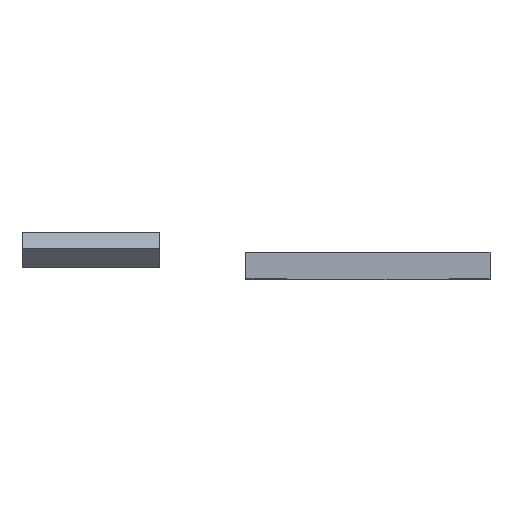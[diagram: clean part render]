
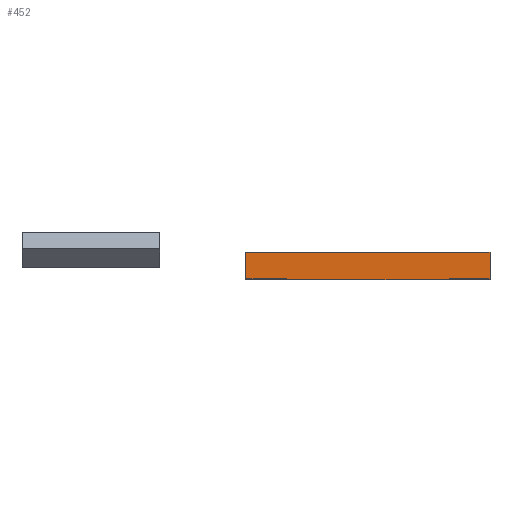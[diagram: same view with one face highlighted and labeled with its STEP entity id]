
A CAD part, front view. The second image highlights one B-rep face of the part: STEP entity #452.
In plain terms, the highlighted planar face has unit normal (0, -1, 0).
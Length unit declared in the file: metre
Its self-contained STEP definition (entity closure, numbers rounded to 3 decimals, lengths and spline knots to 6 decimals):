
#123=ORIENTED_EDGE('',*,*,#182,.T.);
#124=ORIENTED_EDGE('',*,*,#194,.T.);
#125=ORIENTED_EDGE('',*,*,#176,.F.);
#126=ORIENTED_EDGE('',*,*,#185,.T.);
#127=ORIENTED_EDGE('',*,*,#195,.T.);
#128=ORIENTED_EDGE('',*,*,#164,.F.);
#129=ORIENTED_EDGE('',*,*,#196,.T.);
#130=ORIENTED_EDGE('',*,*,#186,.T.);
#164=EDGE_CURVE('',#217,#218,#264,.T.);
#176=EDGE_CURVE('',#226,#227,#276,.T.);
#182=EDGE_CURVE('',#232,#231,#282,.T.);
#185=EDGE_CURVE('',#226,#233,#285,.T.);
#186=EDGE_CURVE('',#234,#232,#286,.T.);
#194=EDGE_CURVE('',#231,#227,#292,.T.);
#195=EDGE_CURVE('',#233,#218,#293,.T.);
#196=EDGE_CURVE('',#217,#234,#294,.T.);
#217=VERTEX_POINT('',#684);
#218=VERTEX_POINT('',#686);
#226=VERTEX_POINT('',#708);
#227=VERTEX_POINT('',#710);
#231=VERTEX_POINT('',#720);
#232=VERTEX_POINT('',#722);
#233=VERTEX_POINT('',#726);
#234=VERTEX_POINT('',#730);
#264=LINE('',#685,#320);
#276=LINE('',#709,#332);
#282=LINE('',#721,#338);
#285=LINE('',#727,#341);
#286=LINE('',#729,#342);
#292=LINE('',#745,#348);
#293=LINE('',#747,#349);
#294=LINE('',#749,#350);
#320=VECTOR('',#560,1.);
#332=VECTOR('',#578,1.);
#338=VECTOR('',#586,1.);
#341=VECTOR('',#591,1.);
#342=VECTOR('',#594,1.);
#348=VECTOR('',#610,1.);
#349=VECTOR('',#613,1.);
#350=VECTOR('',#616,1.);
#374=EDGE_LOOP('',(#123,#124,#125,#126,#127,#128,#129,#130));
#402=FACE_BOUND('',#374,.T.);
#428=PLANE('',#505);
#452=ADVANCED_FACE('',(#402),#428,.F.);
#505=AXIS2_PLACEMENT_3D('',#750,#617,#618);
#560=DIRECTION('',(-1.,0.,0.));
#578=DIRECTION('',(0.,0.,1.));
#586=DIRECTION('',(0.,0.,1.));
#591=DIRECTION('',(1.,0.,0.));
#594=DIRECTION('',(1.,0.,0.));
#610=DIRECTION('',(-1.,0.,0.));
#613=DIRECTION('',(0.,0.,-1.));
#616=DIRECTION('',(0.,0.,1.));
#617=DIRECTION('',(0.,1.,0.));
#618=DIRECTION('',(-1.,0.,0.));
#684=CARTESIAN_POINT('',(0.021676,0.003475,-0.00355));
#685=CARTESIAN_POINT('',(0.026002,0.003475,-0.00355));
#686=CARTESIAN_POINT('',(0.004824,0.003475,-0.00355));
#708=CARTESIAN_POINT('',(0.0006,0.003475,-0.00345));
#709=CARTESIAN_POINT('',(0.0006,0.003475,-0.002175));
#710=CARTESIAN_POINT('',(0.0006,0.003475,-0.0007));
#720=CARTESIAN_POINT('',(0.0259,0.003475,-0.0007));
#721=CARTESIAN_POINT('',(0.0259,0.003475,-0.002175));
#722=CARTESIAN_POINT('',(0.0259,0.003475,-0.00345));
#726=CARTESIAN_POINT('',(0.004824,0.003475,-0.00345));
#727=CARTESIAN_POINT('',(0.026002,0.003475,-0.00345));
#729=CARTESIAN_POINT('',(0.026002,0.003475,-0.00345));
#730=CARTESIAN_POINT('',(0.021676,0.003475,-0.00345));
#745=CARTESIAN_POINT('',(0.02637,0.003475,-0.0007));
#747=CARTESIAN_POINT('',(0.004824,0.003475,-0.002175));
#749=CARTESIAN_POINT('',(0.021676,0.003475,-0.002175));
#750=CARTESIAN_POINT('',(0.026002,0.003475,-0.002175));
